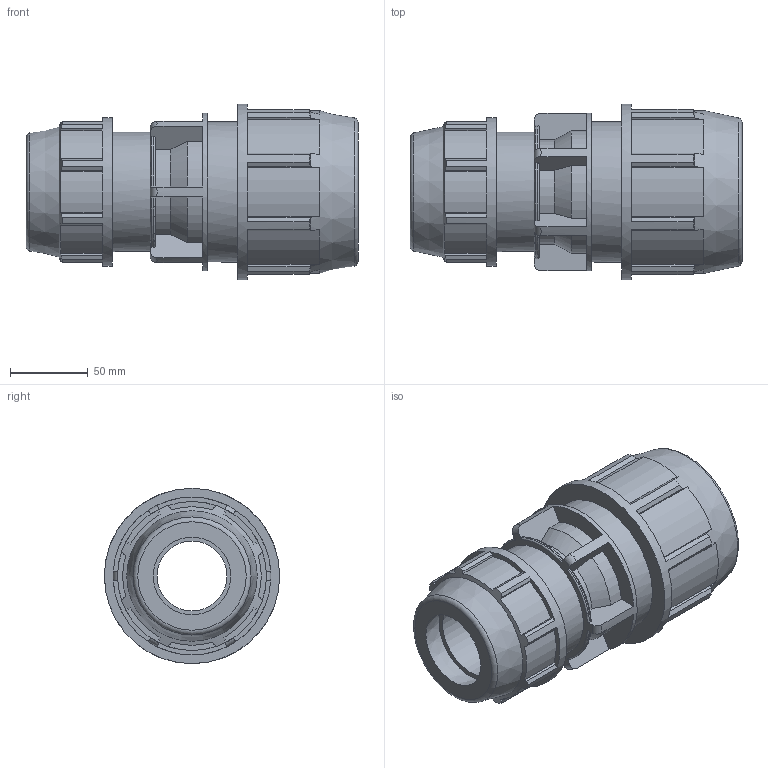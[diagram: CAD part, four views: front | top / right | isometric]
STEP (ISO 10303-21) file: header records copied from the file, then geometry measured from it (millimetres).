
FILE_DESCRIPTION(/* description */ ('PLASSON REDUCING COUPLER 63-50'),/* implementation_level */ '2;1');
FILE_NAME(/* name */ '071100063050_181100063050_0711060630500A.ipt.stp',/* time_stamp */ '2017-06-06T13:33:47+03:00',/* author */ ('KIM'),/* organization */ (''),/* preprocessor_version */ 'ST-DEVELOPER v15.6',/* originating_system */ 'Autodesk Inventor 2015',/* authorisation */ '');
FILE_SCHEMA (('AUTOMOTIVE_DESIGN { 1 0 10303 214 3 1 1 }'));
Length unit declared in the file: millimetre
Products named in the file (1): 071100063050_181100063050_0711060630500A
Bounding box: 214 x 113 x 113 mm (x, y, z)
Volume: 872333.8 mm3; surface area: 133336.8 mm2
Topology: 1 solids, 1 shells, 220 faces, 633 edges, 423 vertices
Faces by surface type: plane 138, cylinder 47, cone 21, torus 14
Full cylindrical faces by diameter (mm): 50 x1, 63 x1, 76.8 x1, 90.4 x1, 96 x1, 101.7 x1, 113 x1
Entity records: 7474 total; most frequent: CARTESIAN_POINT 1587, ORIENTED_EDGE 1220, DIRECTION 1144, EDGE_CURVE 610, VERTEX_POINT 416, AXIS2_PLACEMENT_3D 393, LINE 358, VECTOR 358
